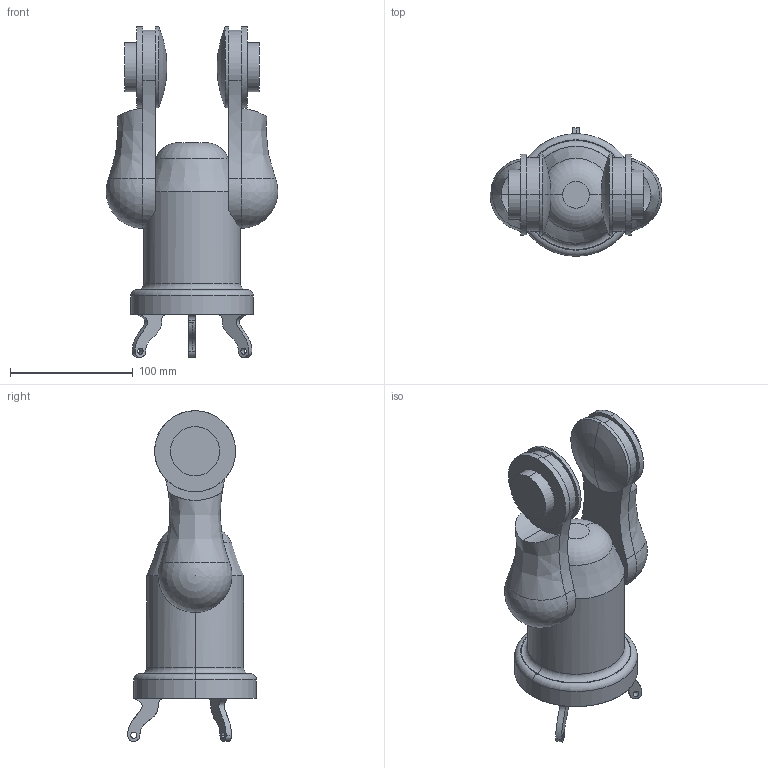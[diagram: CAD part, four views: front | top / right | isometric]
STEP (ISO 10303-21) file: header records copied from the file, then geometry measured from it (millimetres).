
FILE_DESCRIPTION (( 'STEP AP203' ), '1' );
FILE_NAME ('06.STEP', '2014-08-25T12:18:24', ( 'zakaria' ), ( '' ), 'SwSTEP 2.0', 'SolidWorks 2013', '' );
FILE_SCHEMA (( 'CONFIG_CONTROL_DESIGN' ));
Length unit declared in the file: millimetre
Products named in the file (1): 06
Bounding box: 140 x 105 x 269.54 mm (x, y, z)
Volume: 980773.7 mm3; surface area: 104091.8 mm2
Topology: 1 solids, 1 shells, 122 faces, 311 edges, 189 vertices
Faces by surface type: cylinder 47, plane 40, torus 15, bspline 14, cone 4, sphere 2
Entity records: 4773 total; most frequent: CARTESIAN_POINT 1839, DIRECTION 611, ORIENTED_EDGE 602, EDGE_CURVE 301, AXIS2_PLACEMENT_3D 256, VERTEX_POINT 185, CIRCLE 147, EDGE_LOOP 132
